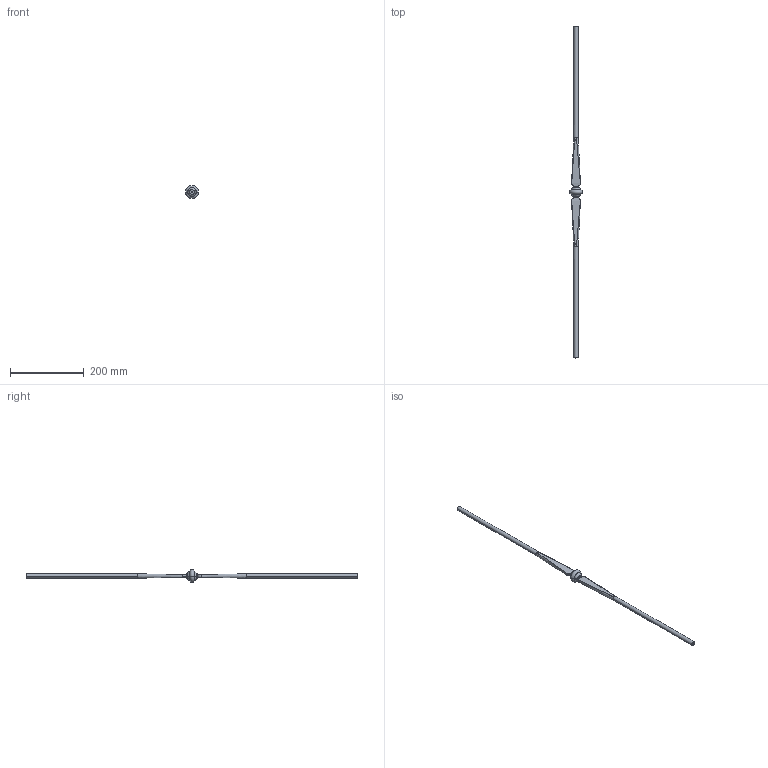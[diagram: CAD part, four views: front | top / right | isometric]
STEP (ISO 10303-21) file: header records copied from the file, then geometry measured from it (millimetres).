
FILE_DESCRIPTION (( 'STEP AP203' ), '1' );
FILE_NAME ('56108-240.step', '2015-09-17T15:36:48', ( '' ), ( '' ), 'SwSTEP 2.0', 'SolidWorks 2015', '' );
FILE_SCHEMA (( 'CONFIG_CONTROL_DESIGN' ));
Length unit declared in the file: millimetre
Products named in the file (1): 56108-240
Bounding box: 35 x 900 x 35 mm (x, y, z)
Volume: 118995.2 mm3; surface area: 39523.3 mm2
Topology: 1 solids, 1 shells, 283 faces, 746 edges, 491 vertices
Faces by surface type: bspline 128, plane 124, torus 23, cylinder 8
Entity records: 15743 total; most frequent: CARTESIAN_POINT 9549, ORIENTED_EDGE 1492, DIRECTION 854, EDGE_CURVE 746, VERTEX_POINT 491, VECTOR 390, LINE 390, EDGE_LOOP 309
